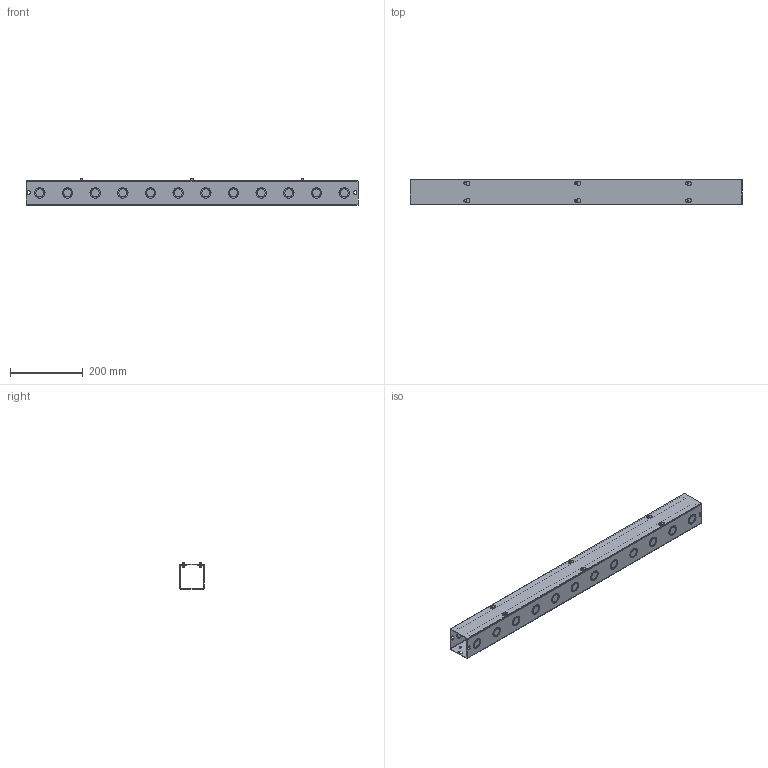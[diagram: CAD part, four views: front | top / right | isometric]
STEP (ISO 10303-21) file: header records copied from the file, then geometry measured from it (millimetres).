
FILE_DESCRIPTION(/* description */ ('WW, S, BLR, GALV, 2.5X2.5X36'),/* implementation_level */ '2;1');
FILE_NAME(/* name */ 'S2236G.stp',/* time_stamp */ '2017-06-23T19:57:16+05:00',/* author */ ('vdas'),/* organization */ (''),/* preprocessor_version */ 'ST-DEVELOPER v16.1',/* originating_system */ 'Autodesk Inventor 2016',/* authorisation */ '');
FILE_SCHEMA (('AUTOMOTIVE_DESIGN { 1 0 10303 214 3 1 1 }'));
Length unit declared in the file: inch
Products named in the file (4): S2236GBLR; S2236GLID; 372141; S2236G
Assembly tree (8 placements, depth 2):
  S2236G
    S2236GBLR
    S2236GLID
    372141  x6
Bounding box: 914.4 x 68.25 x 71.69 mm (x, y, z)
Volume: 426901.7 mm3; surface area: 543081.6 mm2
Topology: 8 solids, 8 shells, 694 faces, 1576 edges, 952 vertices
Faces by surface type: plane 274, cylinder 162, cone 162, torus 84, bspline 12
Full cylindrical faces by diameter (mm): 4.089 x6, 4.595 x48, 6.35 x4, 7.938 x6, 22.225 x24, 28.575 x24
Entity records: 8868 total; most frequent: CARTESIAN_POINT 1815, DIRECTION 1454, ORIENTED_EDGE 1172, AXIS2_PLACEMENT_3D 595, EDGE_CURVE 586, EDGE_LOOP 510, VERTEX_POINT 432, FACE_OUTER_BOUND 313
